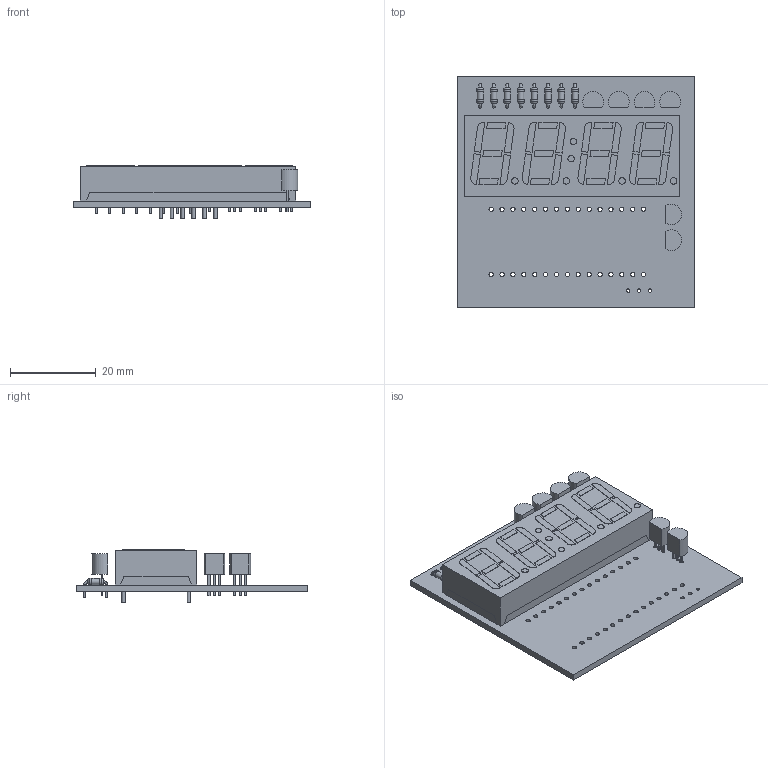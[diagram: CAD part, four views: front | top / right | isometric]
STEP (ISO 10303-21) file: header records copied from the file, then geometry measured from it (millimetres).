
FILE_DESCRIPTION(('KiCad electronic assembly'),'2;1');
FILE_NAME('Thermometer.step','2025-09-17T12:30:27',('Pcbnew'),('Kicad'), 'Open CASCADE STEP processor 7.9','KiCad to STEP converter','Unknown' );
FILE_SCHEMA(('AUTOMOTIVE_DESIGN { 1 0 10303 214 1 1 1 1 }'));
Length unit declared in the file: millimetre
Products named in the file (5): Thermometer 1; R_Axial_DIN0204_L3.6mm_D1.6mm_P5.08mm_Horizontal; CA56-12EWA; TO-92_Inline; Thermometer_PCB
Assembly tree (16 placements, depth 2):
  Thermometer 1
    R_Axial_DIN0204_L3.6mm_D1.6mm_P5.08mm_Horizontal  x8
    CA56-12EWA
    TO-92_Inline  x6
    Thermometer_PCB
Bounding box: 55.5 x 54 x 12.2 mm (x, y, z)
Volume: 12760.4 mm3; surface area: 10773.1 mm2
Topology: 16 solids, 16 shells, 537 faces, 1199 edges, 790 vertices
Faces by surface type: plane 346, cylinder 159, torus 32
Full cylindrical faces by diameter (mm): 0.5 x16, 0.7 x16, 0.75 x18, 0.8 x15, 1 x42, 1.44 x8, 1.5 x6, 1.6 x16
Entity records: 12431 total; most frequent: CARTESIAN_POINT 1934, DIRECTION 1778, ORIENTED_EDGE 1656, EDGE_CURVE 828, AXIS2_PLACEMENT_3D 598, LINE 582, VECTOR 582, VERTEX_POINT 552
